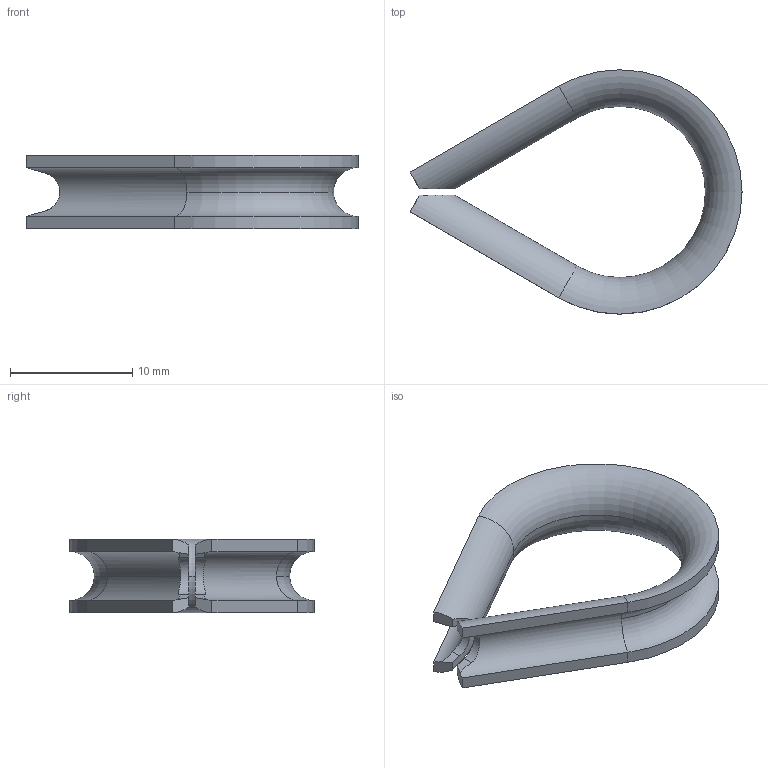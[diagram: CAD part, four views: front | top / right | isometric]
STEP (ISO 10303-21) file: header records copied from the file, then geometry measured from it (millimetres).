
FILE_DESCRIPTION (( 'STEP AP203' ), '1' );
FILE_NAME ('T38600.STEP', '2018-07-23T08:20:16', ( '' ), ( '' ), 'SwSTEP 2.0', 'SolidWorks 2016', '' );
FILE_SCHEMA (( 'CONFIG_CONTROL_DESIGN' ));
Length unit declared in the file: millimetre
Products named in the file (1): T38600
Bounding box: 27.17 x 20 x 6 mm (x, y, z)
Volume: 483.7 mm3; surface area: 1122.7 mm2
Topology: 1 solids, 1 shells, 28 faces, 68 edges, 42 vertices
Faces by surface type: plane 14, cylinder 10, torus 4
Entity records: 922 total; most frequent: CARTESIAN_POINT 195, DIRECTION 140, ORIENTED_EDGE 136, EDGE_CURVE 68, AXIS2_PLACEMENT_3D 53, VERTEX_POINT 42, LINE 34, VECTOR 34
